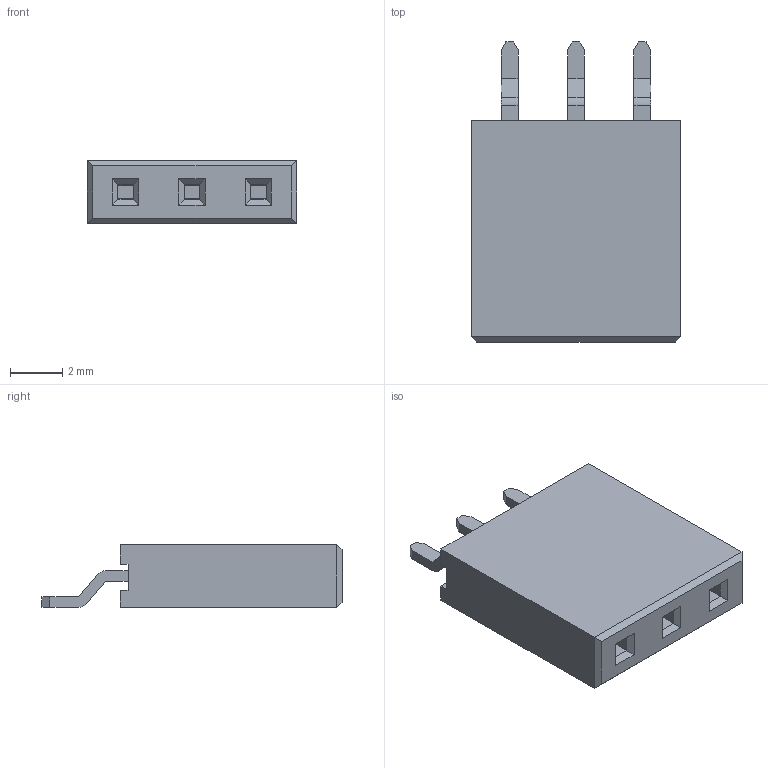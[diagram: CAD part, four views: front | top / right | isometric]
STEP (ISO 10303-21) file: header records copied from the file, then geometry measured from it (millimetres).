
FILE_DESCRIPTION (( 'STEP AP214' ), '1' );
FILE_NAME ('HDR-SMD_3P-P2.54-H-F-L11.5.STEP', '2023-05-27T09:54:07', ( '微软用户' ), ( '微软中国' ), 'SwSTEP 2.0', 'SolidWorks 2020', '' );
FILE_SCHEMA (( 'AUTOMOTIVE_DESIGN' ));
Length unit declared in the file: millimetre
Products named in the file (1): HDR-SMD_3P-P2.54-H-F-L11.5
Bounding box: 8.02 x 11.5 x 2.4 mm (x, y, z)
Volume: 138.3 mm3; surface area: 434.7 mm2
Topology: 1 solids, 1 shells, 355 faces, 977 edges, 646 vertices
Faces by surface type: plane 251, bspline 98, cylinder 6
Entity records: 15610 total; most frequent: CARTESIAN_POINT 3285, ORIENTED_EDGE 1954, DIRECTION 1305, EDGE_CURVE 977, LINE 765, VECTOR 765, VERTEX_POINT 646, EDGE_LOOP 389
